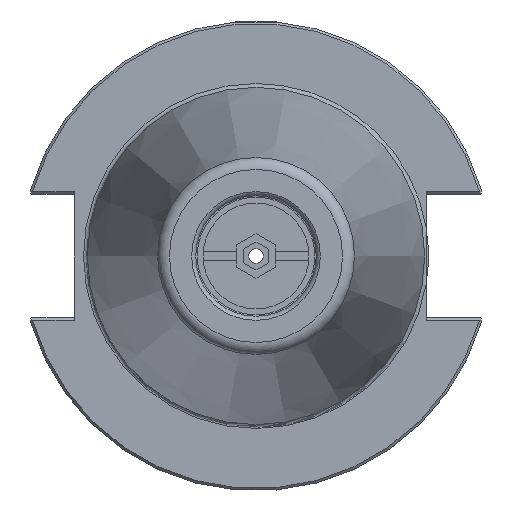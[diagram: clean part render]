
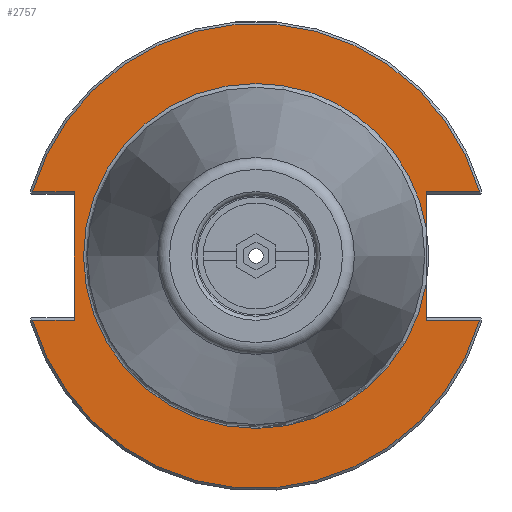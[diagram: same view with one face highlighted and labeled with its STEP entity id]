
A CAD part, left-side view. The second image highlights one B-rep face of the part: STEP entity #2757.
In plain terms, the highlighted planar face has unit normal (-1, 0, 0).
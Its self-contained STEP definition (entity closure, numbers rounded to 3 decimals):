
#144=PLANE('',#2980);
#244=FACE_OUTER_BOUND('',#402,.T.);
#402=EDGE_LOOP('',(#1971,#1972,#1973,#1974,#1975,#1976,#1977,#1978,#1979,
#1980,#1981));
#553=LINE('',#4215,#756);
#557=LINE('',#4223,#760);
#558=LINE('',#4227,#761);
#559=LINE('',#4229,#762);
#560=LINE('',#4231,#763);
#561=LINE('',#4235,#764);
#562=LINE('',#4237,#765);
#756=VECTOR('',#3387,10.);
#760=VECTOR('',#3393,10.);
#761=VECTOR('',#3396,10.);
#762=VECTOR('',#3397,10.);
#763=VECTOR('',#3398,10.);
#764=VECTOR('',#3401,10.);
#765=VECTOR('',#3402,10.);
#997=CIRCLE('',#2981,48.25);
#998=CIRCLE('',#2982,48.25);
#999=CIRCLE('',#2983,35.8);
#1000=CIRCLE('',#2984,35.8);
#1168=VERTEX_POINT('',#4210);
#1169=VERTEX_POINT('',#4214);
#1172=VERTEX_POINT('',#4222);
#1173=VERTEX_POINT('',#4224);
#1174=VERTEX_POINT('',#4226);
#1175=VERTEX_POINT('',#4228);
#1176=VERTEX_POINT('',#4230);
#1177=VERTEX_POINT('',#4232);
#1178=VERTEX_POINT('',#4234);
#1179=VERTEX_POINT('',#4236);
#1180=VERTEX_POINT('',#4238);
#1482=EDGE_CURVE('',#1168,#1169,#553,.T.);
#1486=EDGE_CURVE('',#1172,#1169,#557,.T.);
#1487=EDGE_CURVE('',#1173,#1168,#997,.T.);
#1488=EDGE_CURVE('',#1174,#1173,#558,.T.);
#1489=EDGE_CURVE('',#1174,#1175,#559,.T.);
#1490=EDGE_CURVE('',#1176,#1175,#560,.T.);
#1491=EDGE_CURVE('',#1177,#1176,#998,.T.);
#1492=EDGE_CURVE('',#1178,#1177,#561,.T.);
#1493=EDGE_CURVE('',#1178,#1179,#562,.T.);
#1494=EDGE_CURVE('',#1179,#1180,#999,.T.);
#1495=EDGE_CURVE('',#1180,#1172,#1000,.T.);
#1971=ORIENTED_EDGE('',*,*,#1486,.T.);
#1972=ORIENTED_EDGE('',*,*,#1482,.F.);
#1973=ORIENTED_EDGE('',*,*,#1487,.F.);
#1974=ORIENTED_EDGE('',*,*,#1488,.F.);
#1975=ORIENTED_EDGE('',*,*,#1489,.T.);
#1976=ORIENTED_EDGE('',*,*,#1490,.F.);
#1977=ORIENTED_EDGE('',*,*,#1491,.F.);
#1978=ORIENTED_EDGE('',*,*,#1492,.F.);
#1979=ORIENTED_EDGE('',*,*,#1493,.T.);
#1980=ORIENTED_EDGE('',*,*,#1494,.T.);
#1981=ORIENTED_EDGE('',*,*,#1495,.T.);
#2757=ADVANCED_FACE('',(#244),#144,.T.);
#2980=AXIS2_PLACEMENT_3D('',#4221,#3391,#3392);
#2981=AXIS2_PLACEMENT_3D('',#4225,#3394,#3395);
#2982=AXIS2_PLACEMENT_3D('',#4233,#3399,#3400);
#2983=AXIS2_PLACEMENT_3D('',#4239,#3403,#3404);
#2984=AXIS2_PLACEMENT_3D('',#4240,#3405,#3406);
#3387=DIRECTION('',(0.,1.,0.));
#3391=DIRECTION('center_axis',(-1.,0.,0.));
#3392=DIRECTION('ref_axis',(0.,0.,1.));
#3393=DIRECTION('',(0.,0.,1.));
#3394=DIRECTION('center_axis',(1.,0.,0.));
#3395=DIRECTION('ref_axis',(0.,0.,-1.));
#3396=DIRECTION('',(0.,1.,0.));
#3397=DIRECTION('',(0.,0.,-1.));
#3398=DIRECTION('',(0.,-1.,0.));
#3399=DIRECTION('center_axis',(1.,0.,0.));
#3400=DIRECTION('ref_axis',(0.,0.,-1.));
#3401=DIRECTION('',(0.,-1.,0.));
#3402=DIRECTION('',(0.,0.,1.));
#3403=DIRECTION('center_axis',(1.,0.,0.));
#3404=DIRECTION('ref_axis',(0.,0.,-1.));
#3405=DIRECTION('center_axis',(1.,0.,0.));
#3406=DIRECTION('ref_axis',(0.,0.,-1.));
#4210=CARTESIAN_POINT('',(3.175,-46.373,13.325));
#4214=CARTESIAN_POINT('',(3.175,-35.3,13.325));
#4215=CARTESIAN_POINT('',(3.175,6.475,13.325));
#4221=CARTESIAN_POINT('Origin',(3.175,48.25,0.));
#4222=CARTESIAN_POINT('',(3.175,-35.3,5.962));
#4223=CARTESIAN_POINT('',(3.175,-35.3,-6.413));
#4224=CARTESIAN_POINT('',(3.175,46.373,13.325));
#4225=CARTESIAN_POINT('Origin',(3.175,0.,0.));
#4226=CARTESIAN_POINT('',(3.175,37.7,13.325));
#4227=CARTESIAN_POINT('',(3.175,61.395,13.325));
#4228=CARTESIAN_POINT('',(3.175,37.7,-13.325));
#4229=CARTESIAN_POINT('',(3.175,37.7,6.413));
#4230=CARTESIAN_POINT('',(3.175,46.373,-13.325));
#4231=CARTESIAN_POINT('',(3.175,42.975,-13.325));
#4232=CARTESIAN_POINT('',(3.175,-46.373,-13.325));
#4233=CARTESIAN_POINT('Origin',(3.175,0.,0.));
#4234=CARTESIAN_POINT('',(3.175,-35.3,-13.325));
#4235=CARTESIAN_POINT('',(3.175,-13.707,-13.325));
#4236=CARTESIAN_POINT('',(3.175,-35.3,-5.962));
#4237=CARTESIAN_POINT('',(3.175,-35.3,-6.413));
#4238=CARTESIAN_POINT('',(3.175,0.,35.8));
#4239=CARTESIAN_POINT('Origin',(3.175,0.,0.));
#4240=CARTESIAN_POINT('Origin',(3.175,0.,0.));
